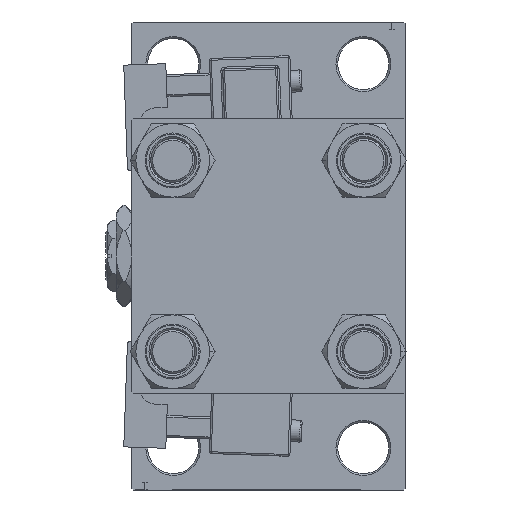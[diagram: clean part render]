
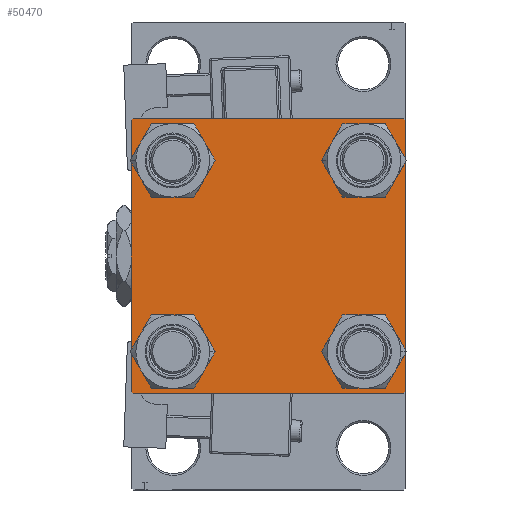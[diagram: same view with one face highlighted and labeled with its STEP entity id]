
A CAD part, left-side view. The second image highlights one B-rep face of the part: STEP entity #50470.
In plain terms, the highlighted planar face has unit normal (-1, 0, 0).
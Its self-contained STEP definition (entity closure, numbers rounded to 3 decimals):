
#264 = EDGE_CURVE ( 'NONE', #43247, #19860, #31899, .T. ) ;
#740 = ORIENTED_EDGE ( 'NONE', *, *, #7514, .T. ) ;
#978 = CARTESIAN_POINT ( 'NONE',  ( 0., -26.15, -26.15 ) ) ;
#1400 = ORIENTED_EDGE ( 'NONE', *, *, #12121, .T. ) ;
#1430 = CARTESIAN_POINT ( 'NONE',  ( 0., -37.25, 37.25 ) ) ;
#2219 = FACE_BOUND ( 'NONE', #46795, .T. ) ;
#2282 = VECTOR ( 'NONE', #11229, 1000. ) ;
#2397 = CARTESIAN_POINT ( 'NONE',  ( 0., 37.5, -37. ) ) ;
#2453 = CIRCLE ( 'NONE', #51740, 6.5 ) ;
#3011 = VERTEX_POINT ( 'NONE', #39318 ) ;
#3033 = DIRECTION ( 'NONE',  ( 1., 0., 0. ) ) ;
#3613 = LINE ( 'NONE', #27696, #43457 ) ;
#3842 = EDGE_CURVE ( 'NONE', #42808, #3011, #6295, .T. ) ;
#3951 = CARTESIAN_POINT ( 'NONE',  ( 0., -26.15, 26.15 ) ) ;
#4682 = VERTEX_POINT ( 'NONE', #10873 ) ;
#4891 = DIRECTION ( 'NONE',  ( 0., 0., -1. ) ) ;
#4946 = ORIENTED_EDGE ( 'NONE', *, *, #17433, .T. ) ;
#5081 = AXIS2_PLACEMENT_3D ( 'NONE', #26295, #26814, #22108 ) ;
#5538 = ORIENTED_EDGE ( 'NONE', *, *, #19150, .T. ) ;
#5687 = DIRECTION ( 'NONE',  ( 1., 0., 0. ) ) ;
#5709 = DIRECTION ( 'NONE',  ( 0., 0., 1. ) ) ;
#5976 = EDGE_CURVE ( 'NONE', #37578, #38878, #36450, .T. ) ;
#6149 = PLANE ( 'NONE',  #5081 ) ;
#6295 = CIRCLE ( 'NONE', #35510, 6.5 ) ;
#6640 = CARTESIAN_POINT ( 'NONE',  ( 0., -37.25, -37.25 ) ) ;
#6846 = CARTESIAN_POINT ( 'NONE',  ( 0., -37., -37.5 ) ) ;
#6988 = ORIENTED_EDGE ( 'NONE', *, *, #49356, .T. ) ;
#7400 = CARTESIAN_POINT ( 'NONE',  ( 0., -37.5, 37. ) ) ;
#7514 = EDGE_CURVE ( 'NONE', #19860, #13330, #10708, .T. ) ;
#7551 = CIRCLE ( 'NONE', #15050, 6.5 ) ;
#8654 = CARTESIAN_POINT ( 'NONE',  ( 0., -37.5, 37.5 ) ) ;
#9070 = CARTESIAN_POINT ( 'NONE',  ( 0., 26.15, -26.15 ) ) ;
#9302 = LINE ( 'NONE', #1430, #12419 ) ;
#10142 = VERTEX_POINT ( 'NONE', #35978 ) ;
#10272 = EDGE_CURVE ( 'NONE', #23464, #4682, #9302, .T. ) ;
#10708 = LINE ( 'NONE', #23022, #2282 ) ;
#10873 = CARTESIAN_POINT ( 'NONE',  ( 0., -37., 37.5 ) ) ;
#11223 = ORIENTED_EDGE ( 'NONE', *, *, #40181, .T. ) ;
#11229 = DIRECTION ( 'NONE',  ( 0., -1., 0. ) ) ;
#12121 = EDGE_CURVE ( 'NONE', #13330, #10142, #42458, .T. ) ;
#12419 = VECTOR ( 'NONE', #36755, 1000. ) ;
#12803 = CIRCLE ( 'NONE', #23691, 6.5 ) ;
#13330 = VERTEX_POINT ( 'NONE', #6846 ) ;
#13972 = DIRECTION ( 'NONE',  ( 1., 0., 0. ) ) ;
#14255 = FACE_OUTER_BOUND ( 'NONE', #31309, .T. ) ;
#15050 = AXIS2_PLACEMENT_3D ( 'NONE', #978, #5687, #20879 ) ;
#15806 = VERTEX_POINT ( 'NONE', #48596 ) ;
#15892 = DIRECTION ( 'NONE',  ( 1., 0., 0. ) ) ;
#15921 = EDGE_CURVE ( 'NONE', #38878, #37578, #12803, .T. ) ;
#16420 = AXIS2_PLACEMENT_3D ( 'NONE', #22092, #13972, #46647 ) ;
#16455 = CARTESIAN_POINT ( 'NONE',  ( 0., 37.25, -37.25 ) ) ;
#16567 = VECTOR ( 'NONE', #50545, 1000. ) ;
#17433 = EDGE_CURVE ( 'NONE', #45581, #42355, #22798, .T. ) ;
#18699 = FACE_BOUND ( 'NONE', #39945, .T. ) ;
#18893 = DIRECTION ( 'NONE',  ( 0., 0., 1. ) ) ;
#19150 = EDGE_CURVE ( 'NONE', #3011, #42808, #45428, .T. ) ;
#19558 = VECTOR ( 'NONE', #32152, 1000. ) ;
#19590 = DIRECTION ( 'NONE',  ( 0., 0.707, -0.707 ) ) ;
#19860 = VERTEX_POINT ( 'NONE', #26998 ) ;
#20600 = LINE ( 'NONE', #40727, #51701 ) ;
#20879 = DIRECTION ( 'NONE',  ( 0., 0., 1. ) ) ;
#21651 = ORIENTED_EDGE ( 'NONE', *, *, #25353, .F. ) ;
#22092 = CARTESIAN_POINT ( 'NONE',  ( 0., 26.15, 26.15 ) ) ;
#22108 = DIRECTION ( 'NONE',  ( 0., 0., 1. ) ) ;
#22169 = EDGE_LOOP ( 'NONE', ( #50212, #28606 ) ) ;
#22798 = CIRCLE ( 'NONE', #36146, 6.5 ) ;
#22822 = DIRECTION ( 'NONE',  ( 1., 0., 0. ) ) ;
#22843 = CARTESIAN_POINT ( 'NONE',  ( 0., 26.15, 19.65 ) ) ;
#22933 = CARTESIAN_POINT ( 'NONE',  ( 0., 26.15, -26.15 ) ) ;
#23022 = CARTESIAN_POINT ( 'NONE',  ( 0., 37.5, -37.5 ) ) ;
#23464 = VERTEX_POINT ( 'NONE', #7400 ) ;
#23691 = AXIS2_PLACEMENT_3D ( 'NONE', #45433, #46471, #5709 ) ;
#24264 = ORIENTED_EDGE ( 'NONE', *, *, #33852, .T. ) ;
#25353 = EDGE_CURVE ( 'NONE', #49596, #4682, #31202, .T. ) ;
#25435 = VERTEX_POINT ( 'NONE', #44257 ) ;
#25869 = DIRECTION ( 'NONE',  ( 1., 0., 0. ) ) ;
#26295 = CARTESIAN_POINT ( 'NONE',  ( 0., 0., 0. ) ) ;
#26367 = ORIENTED_EDGE ( 'NONE', *, *, #10272, .T. ) ;
#26814 = DIRECTION ( 'NONE',  ( -1., 0., 0. ) ) ;
#26998 = CARTESIAN_POINT ( 'NONE',  ( 0., 37., -37.5 ) ) ;
#27696 = CARTESIAN_POINT ( 'NONE',  ( 0., 37.25, 37.25 ) ) ;
#28016 = VECTOR ( 'NONE', #47654, 1000. ) ;
#28606 = ORIENTED_EDGE ( 'NONE', *, *, #5976, .T. ) ;
#30073 = ORIENTED_EDGE ( 'NONE', *, *, #46405, .T. ) ;
#30402 = DIRECTION ( 'NONE',  ( 0., 0., 1. ) ) ;
#30631 = CARTESIAN_POINT ( 'NONE',  ( 0., 26.15, 32.65 ) ) ;
#30663 = CARTESIAN_POINT ( 'NONE',  ( 0., -26.15, -26.15 ) ) ;
#31036 = DIRECTION ( 'NONE',  ( 0., 0., 1. ) ) ;
#31202 = LINE ( 'NONE', #31732, #28016 ) ;
#31309 = EDGE_LOOP ( 'NONE', ( #24264, #35809, #740, #1400, #31579, #26367, #21651, #6988 ) ) ;
#31579 = ORIENTED_EDGE ( 'NONE', *, *, #50243, .F. ) ;
#31732 = CARTESIAN_POINT ( 'NONE',  ( 0., 37.5, 37.5 ) ) ;
#31853 = DIRECTION ( 'NONE',  ( 0., 0., 1. ) ) ;
#31899 = LINE ( 'NONE', #16455, #19558 ) ;
#32152 = DIRECTION ( 'NONE',  ( 0., -0.707, -0.707 ) ) ;
#32580 = CARTESIAN_POINT ( 'NONE',  ( 0., -26.15, -19.65 ) ) ;
#32951 = VERTEX_POINT ( 'NONE', #33390 ) ;
#32977 = LINE ( 'NONE', #8654, #44320 ) ;
#33237 = EDGE_LOOP ( 'NONE', ( #4946, #30073 ) ) ;
#33390 = CARTESIAN_POINT ( 'NONE',  ( 0., -26.15, 32.65 ) ) ;
#33852 = EDGE_CURVE ( 'NONE', #25435, #43247, #20600, .T. ) ;
#33958 = CARTESIAN_POINT ( 'NONE',  ( 0., -26.15, 26.15 ) ) ;
#35510 = AXIS2_PLACEMENT_3D ( 'NONE', #22933, #3033, #31036 ) ;
#35809 = ORIENTED_EDGE ( 'NONE', *, *, #264, .T. ) ;
#35978 = CARTESIAN_POINT ( 'NONE',  ( 0., -37.5, -37. ) ) ;
#36146 = AXIS2_PLACEMENT_3D ( 'NONE', #30663, #45823, #30402 ) ;
#36450 = CIRCLE ( 'NONE', #16420, 6.5 ) ;
#36482 = CARTESIAN_POINT ( 'NONE',  ( 0., 26.15, -19.65 ) ) ;
#36755 = DIRECTION ( 'NONE',  ( 0., 0.707, 0.707 ) ) ;
#37074 = AXIS2_PLACEMENT_3D ( 'NONE', #9070, #15892, #31853 ) ;
#37134 = DIRECTION ( 'NONE',  ( 0., 0., -1. ) ) ;
#37578 = VERTEX_POINT ( 'NONE', #22843 ) ;
#38878 = VERTEX_POINT ( 'NONE', #30631 ) ;
#39318 = CARTESIAN_POINT ( 'NONE',  ( 0., 26.15, -32.65 ) ) ;
#39945 = EDGE_LOOP ( 'NONE', ( #45694, #5538 ) ) ;
#40142 = CIRCLE ( 'NONE', #41810, 6.5 ) ;
#40181 = EDGE_CURVE ( 'NONE', #15806, #32951, #40142, .T. ) ;
#40615 = CARTESIAN_POINT ( 'NONE',  ( 0., -26.15, -32.65 ) ) ;
#40727 = CARTESIAN_POINT ( 'NONE',  ( 0., 37.5, 37.5 ) ) ;
#41775 = CARTESIAN_POINT ( 'NONE',  ( 0., 37., 37.5 ) ) ;
#41810 = AXIS2_PLACEMENT_3D ( 'NONE', #33958, #25869, #46487 ) ;
#42355 = VERTEX_POINT ( 'NONE', #40615 ) ;
#42458 = LINE ( 'NONE', #6640, #16567 ) ;
#42808 = VERTEX_POINT ( 'NONE', #36482 ) ;
#43010 = FACE_BOUND ( 'NONE', #33237, .T. ) ;
#43247 = VERTEX_POINT ( 'NONE', #2397 ) ;
#43457 = VECTOR ( 'NONE', #19590, 1000. ) ;
#44257 = CARTESIAN_POINT ( 'NONE',  ( 0., 37.5, 37. ) ) ;
#44320 = VECTOR ( 'NONE', #37134, 1000. ) ;
#44350 = EDGE_CURVE ( 'NONE', #32951, #15806, #2453, .T. ) ;
#45428 = CIRCLE ( 'NONE', #37074, 6.5 ) ;
#45433 = CARTESIAN_POINT ( 'NONE',  ( 0., 26.15, 26.15 ) ) ;
#45581 = VERTEX_POINT ( 'NONE', #32580 ) ;
#45694 = ORIENTED_EDGE ( 'NONE', *, *, #3842, .T. ) ;
#45823 = DIRECTION ( 'NONE',  ( 1., 0., 0. ) ) ;
#46186 = ORIENTED_EDGE ( 'NONE', *, *, #44350, .T. ) ;
#46405 = EDGE_CURVE ( 'NONE', #42355, #45581, #7551, .T. ) ;
#46471 = DIRECTION ( 'NONE',  ( 1., 0., 0. ) ) ;
#46487 = DIRECTION ( 'NONE',  ( 0., 0., 1. ) ) ;
#46647 = DIRECTION ( 'NONE',  ( 0., 0., 1. ) ) ;
#46795 = EDGE_LOOP ( 'NONE', ( #46186, #11223 ) ) ;
#47654 = DIRECTION ( 'NONE',  ( 0., -1., 0. ) ) ;
#48596 = CARTESIAN_POINT ( 'NONE',  ( 0., -26.15, 19.65 ) ) ;
#49356 = EDGE_CURVE ( 'NONE', #49596, #25435, #3613, .T. ) ;
#49596 = VERTEX_POINT ( 'NONE', #41775 ) ;
#50212 = ORIENTED_EDGE ( 'NONE', *, *, #15921, .T. ) ;
#50243 = EDGE_CURVE ( 'NONE', #23464, #10142, #32977, .T. ) ;
#50321 = FACE_BOUND ( 'NONE', #22169, .T. ) ;
#50470 = ADVANCED_FACE ( 'NONE', ( #2219, #43010, #18699, #50321, #14255 ), #6149, .T. ) ;
#50545 = DIRECTION ( 'NONE',  ( 0., -0.707, 0.707 ) ) ;
#51701 = VECTOR ( 'NONE', #4891, 1000. ) ;
#51740 = AXIS2_PLACEMENT_3D ( 'NONE', #3951, #22822, #18893 ) ;
